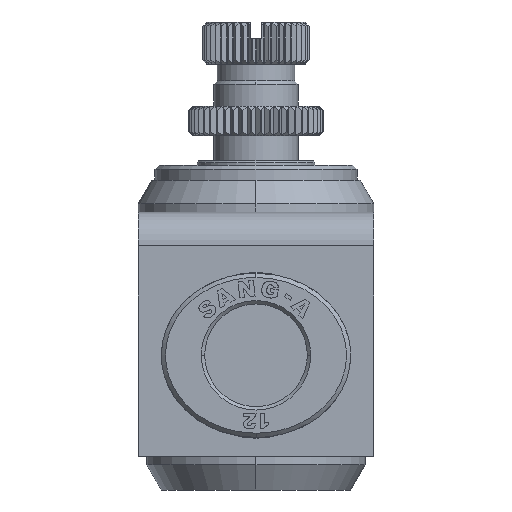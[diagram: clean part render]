
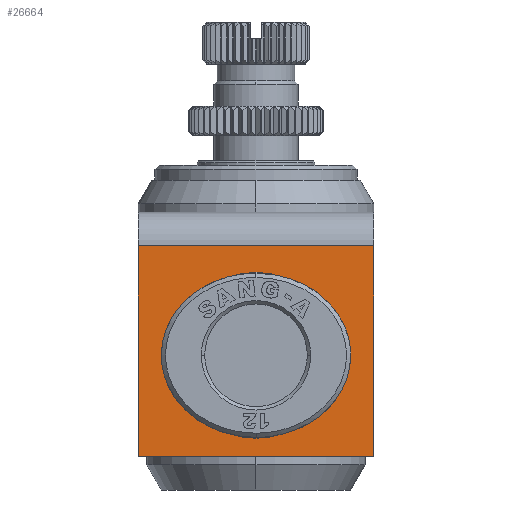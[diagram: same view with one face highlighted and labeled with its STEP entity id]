
A CAD part, left-side view. The second image highlights one B-rep face of the part: STEP entity #26664.
In plain terms, the highlighted planar face has unit normal (-1, 0, 0).
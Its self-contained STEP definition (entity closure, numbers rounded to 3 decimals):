
#158 = ORIENTED_EDGE ( 'NONE', *, *, #3766, .T. ) ;
#1334 = VERTEX_POINT ( 'NONE', #26180 ) ;
#3071 = CIRCLE ( 'NONE', #22886, 9.85 ) ;
#3679 = CARTESIAN_POINT ( 'NONE',  ( -10., -8.5, 21.25 ) ) ;
#3766 = EDGE_CURVE ( 'NONE', #1334, #14940, #4886, .T. ) ;
#3914 = CARTESIAN_POINT ( 'NONE',  ( -10., 5.5, 4.25 ) ) ;
#4058 = ORIENTED_EDGE ( 'NONE', *, *, #7481, .T. ) ;
#4148 = CARTESIAN_POINT ( 'NONE',  ( -10., 5.5, 21.25 ) ) ;
#4309 = VERTEX_POINT ( 'NONE', #16702 ) ;
#4886 = LINE ( 'NONE', #3679, #27952 ) ;
#5045 = AXIS2_PLACEMENT_3D ( 'NONE', #4148, #11207, #21111 ) ;
#6321 = ORIENTED_EDGE ( 'NONE', *, *, #8063, .F. ) ;
#7481 = EDGE_CURVE ( 'NONE', #14255, #18599, #22431, .T. ) ;
#8063 = EDGE_CURVE ( 'NONE', #1334, #12230, #33766, .T. ) ;
#8166 = ORIENTED_EDGE ( 'NONE', *, *, #38016, .T. ) ;
#10379 = EDGE_LOOP ( 'NONE', ( #8166, #4058 ) ) ;
#10557 = DIRECTION ( 'NONE',  ( 0., 0., -1. ) ) ;
#11207 = DIRECTION ( 'NONE',  ( -1., 0., 0. ) ) ;
#11565 = CARTESIAN_POINT ( 'NONE',  ( -10., 5.5, 17.25 ) ) ;
#12230 = VERTEX_POINT ( 'NONE', #12478 ) ;
#12478 = CARTESIAN_POINT ( 'NONE',  ( -10., 19.5, -7.75 ) ) ;
#12600 = EDGE_CURVE ( 'NONE', #14940, #4309, #37094, .T. ) ;
#13346 = LINE ( 'NONE', #44401, #18188 ) ;
#14055 = CARTESIAN_POINT ( 'NONE',  ( -10., 5.5, -5.6 ) ) ;
#14203 = PLANE ( 'NONE',  #5045 ) ;
#14255 = VERTEX_POINT ( 'NONE', #15998 ) ;
#14691 = ORIENTED_EDGE ( 'NONE', *, *, #37440, .T. ) ;
#14775 = CARTESIAN_POINT ( 'NONE',  ( -10., -8.5, 17.25 ) ) ;
#14940 = VERTEX_POINT ( 'NONE', #14775 ) ;
#15535 = VECTOR ( 'NONE', #23493, 1000. ) ;
#15998 = CARTESIAN_POINT ( 'NONE',  ( -10., 5.5, 14.1 ) ) ;
#16702 = CARTESIAN_POINT ( 'NONE',  ( -10., 19.5, 17.25 ) ) ;
#16710 = VECTOR ( 'NONE', #25629, 1000. ) ;
#18188 = VECTOR ( 'NONE', #30806, 1000. ) ;
#18599 = VERTEX_POINT ( 'NONE', #14055 ) ;
#19677 = AXIS2_PLACEMENT_3D ( 'NONE', #3914, #31076, #10557 ) ;
#21111 = DIRECTION ( 'NONE',  ( 0., 0., 1. ) ) ;
#22431 = CIRCLE ( 'NONE', #19677, 9.85 ) ;
#22886 = AXIS2_PLACEMENT_3D ( 'NONE', #29510, #26507, #26357 ) ;
#23493 = DIRECTION ( 'NONE',  ( 0., 1., 0. ) ) ;
#25629 = DIRECTION ( 'NONE',  ( 0., 1., 0. ) ) ;
#25696 = FACE_BOUND ( 'NONE', #10379, .T. ) ;
#26180 = CARTESIAN_POINT ( 'NONE',  ( -10., -8.5, -7.75 ) ) ;
#26357 = DIRECTION ( 'NONE',  ( 0., 0., -1. ) ) ;
#26507 = DIRECTION ( 'NONE',  ( 1., 0., 0. ) ) ;
#26664 = ADVANCED_FACE ( 'NONE', ( #25696, #40687 ), #14203, .T. ) ;
#26996 = ORIENTED_EDGE ( 'NONE', *, *, #12600, .T. ) ;
#27952 = VECTOR ( 'NONE', #38152, 1000. ) ;
#29510 = CARTESIAN_POINT ( 'NONE',  ( -10., 5.5, 4.25 ) ) ;
#30806 = DIRECTION ( 'NONE',  ( 0., 0., -1. ) ) ;
#31076 = DIRECTION ( 'NONE',  ( 1., 0., 0. ) ) ;
#31944 = EDGE_LOOP ( 'NONE', ( #6321, #158, #26996, #14691 ) ) ;
#33766 = LINE ( 'NONE', #40761, #15535 ) ;
#37094 = LINE ( 'NONE', #11565, #16710 ) ;
#37440 = EDGE_CURVE ( 'NONE', #4309, #12230, #13346, .T. ) ;
#38016 = EDGE_CURVE ( 'NONE', #18599, #14255, #3071, .T. ) ;
#38152 = DIRECTION ( 'NONE',  ( 0., 0., 1. ) ) ;
#40687 = FACE_OUTER_BOUND ( 'NONE', #31944, .T. ) ;
#40761 = CARTESIAN_POINT ( 'NONE',  ( -10., 5.5, -7.75 ) ) ;
#44401 = CARTESIAN_POINT ( 'NONE',  ( -10., 19.5, 6.75 ) ) ;
